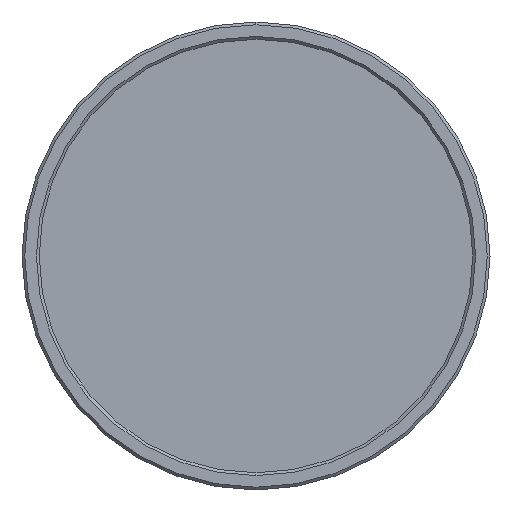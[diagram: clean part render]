
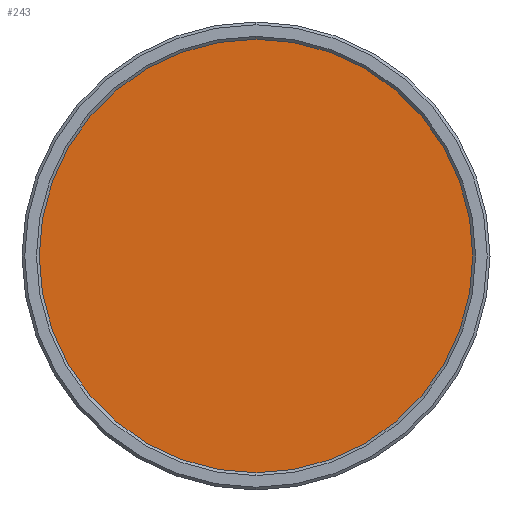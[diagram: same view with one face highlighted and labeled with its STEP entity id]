
A CAD part, left-side view. The second image highlights one B-rep face of the part: STEP entity #243.
In plain terms, the highlighted planar face has unit normal (-1, 0, 0).
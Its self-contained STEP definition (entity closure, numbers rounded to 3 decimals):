
#20 = AXIS2_PLACEMENT_3D ( 'NONE', #583, #254, #703 ) ;
#74 = DIRECTION ( 'NONE',  ( 1., 0., 0. ) ) ;
#131 = DIRECTION ( 'NONE',  ( -1., 0., 0. ) ) ;
#146 = EDGE_CURVE ( 'NONE', #788, #257, #160, .T. ) ;
#160 = CIRCLE ( 'NONE', #706, 15.75 ) ;
#243 = ADVANCED_FACE ( 'NONE', ( #278 ), #516, .F. ) ;
#254 = DIRECTION ( 'NONE',  ( -1., 0., 0. ) ) ;
#257 = VERTEX_POINT ( 'NONE', #781 ) ;
#278 = FACE_OUTER_BOUND ( 'NONE', #306, .T. ) ;
#295 = ORIENTED_EDGE ( 'NONE', *, *, #146, .T. ) ;
#306 = EDGE_LOOP ( 'NONE', ( #295, #756 ) ) ;
#324 = DIRECTION ( 'NONE',  ( 0., 0., -1. ) ) ;
#436 = AXIS2_PLACEMENT_3D ( 'NONE', #650, #74, #324 ) ;
#516 = PLANE ( 'NONE',  #436 ) ;
#522 = CIRCLE ( 'NONE', #20, 15.75 ) ;
#531 = EDGE_CURVE ( 'NONE', #257, #788, #522, .T. ) ;
#583 = CARTESIAN_POINT ( 'NONE',  ( 2.5, 0., 0. ) ) ;
#584 = CARTESIAN_POINT ( 'NONE',  ( 2.5, 0., 0. ) ) ;
#650 = CARTESIAN_POINT ( 'NONE',  ( 2.5, 15.75, 0. ) ) ;
#654 = DIRECTION ( 'NONE',  ( 0., 0., 1. ) ) ;
#703 = DIRECTION ( 'NONE',  ( 0., 0., 1. ) ) ;
#706 = AXIS2_PLACEMENT_3D ( 'NONE', #584, #131, #654 ) ;
#723 = CARTESIAN_POINT ( 'NONE',  ( 2.5, 0., 15.75 ) ) ;
#756 = ORIENTED_EDGE ( 'NONE', *, *, #531, .T. ) ;
#781 = CARTESIAN_POINT ( 'NONE',  ( 2.5, 0., -15.75 ) ) ;
#788 = VERTEX_POINT ( 'NONE', #723 ) ;
